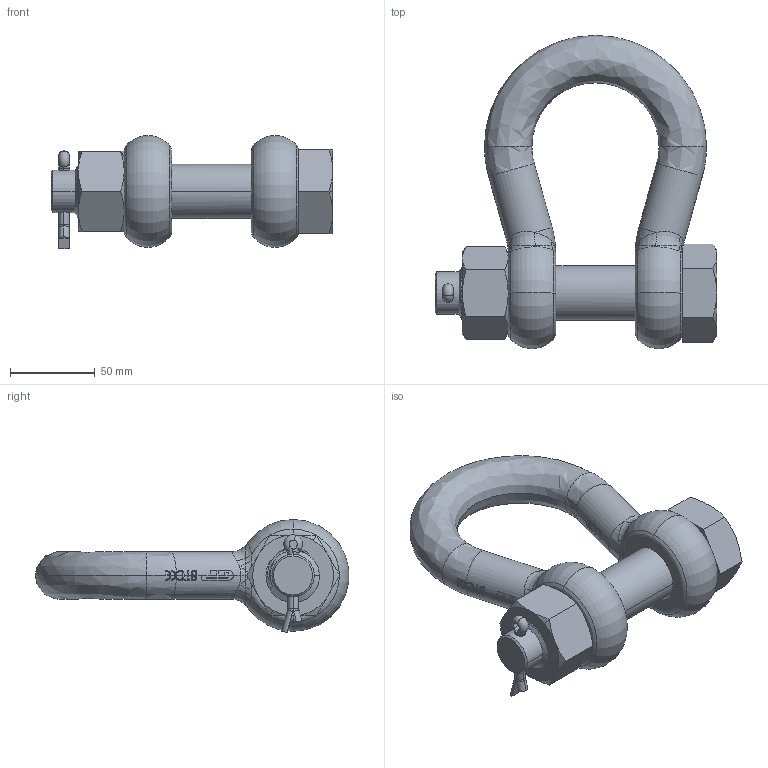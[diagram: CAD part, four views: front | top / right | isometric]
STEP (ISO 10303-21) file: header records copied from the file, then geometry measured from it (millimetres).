
FILE_DESCRIPTION(('STEP AP214'),'1');
FILE_NAME('poghmb28.stp','2017-03-31T16:54:26',('TraceParts'),('TraceParts S.A.'),'Spatial InterOp 3D',' ',' ');
FILE_SCHEMA(('automotive_design'));
Length unit declared in the file: millimetre
Products named in the file (4): poghmb28_1; poghmb28_2; poghmb28_3; poghmb28_4
Bounding box: 166 x 184.76 x 66.69 mm (x, y, z)
Volume: 475338.2 mm3; surface area: 83906.5 mm2
Topology: 4 solids, 4 shells, 772 faces, 2130 edges, 1381 vertices
Faces by surface type: bspline 349, plane 252, cylinder 133, cone 28, torus 10
Entity records: 41562 total; most frequent: CARTESIAN_POINT 25053, ORIENTED_EDGE 4244, DIRECTION 2132, EDGE_CURVE 2122, VERTEX_POINT 1381, LINE 900, VECTOR 900, B_SPLINE_CURVE_WITH_KNOTS 863
